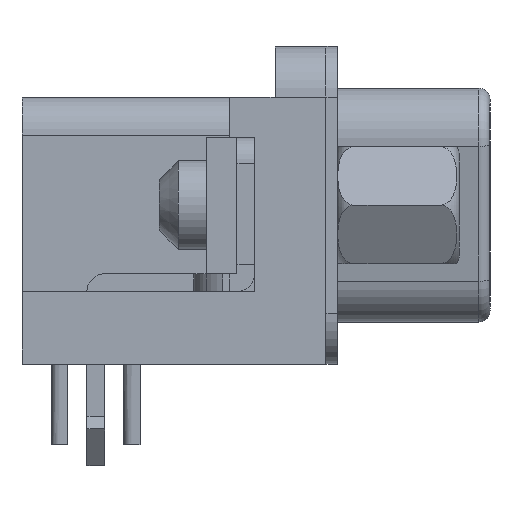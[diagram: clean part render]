
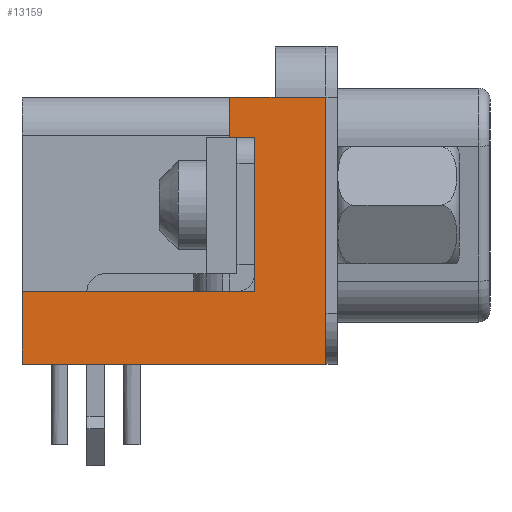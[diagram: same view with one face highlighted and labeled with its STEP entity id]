
A CAD part, left-side view. The second image highlights one B-rep face of the part: STEP entity #13159.
In plain terms, the highlighted planar face has unit normal (-1, 0, 0).
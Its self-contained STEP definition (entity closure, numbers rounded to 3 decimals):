
#676=LINE('',#19002,#2166);
#981=LINE('',#19668,#2471);
#1003=LINE('',#19716,#2493);
#1010=LINE('',#19733,#2500);
#1017=LINE('',#19753,#2507);
#1018=LINE('',#19755,#2508);
#1019=LINE('',#19757,#2509);
#1020=LINE('',#19759,#2510);
#1021=LINE('',#19760,#2511);
#2166=VECTOR('',#15276,1000.);
#2471=VECTOR('',#15735,1000.);
#2493=VECTOR('',#15763,1000.);
#2500=VECTOR('',#15778,1000.);
#2507=VECTOR('',#15797,1000.);
#2508=VECTOR('',#15798,1000.);
#2509=VECTOR('',#15799,1000.);
#2510=VECTOR('',#15800,1000.);
#2511=VECTOR('',#15801,1000.);
#4136=ORIENTED_EDGE('',*,*,#7465,.T.);
#4137=ORIENTED_EDGE('',*,*,#7855,.T.);
#4138=ORIENTED_EDGE('',*,*,#7856,.T.);
#4139=ORIENTED_EDGE('',*,*,#7857,.T.);
#4140=ORIENTED_EDGE('',*,*,#7858,.F.);
#4141=ORIENTED_EDGE('',*,*,#7835,.T.);
#4142=ORIENTED_EDGE('',*,*,#7859,.T.);
#4143=ORIENTED_EDGE('',*,*,#7811,.T.);
#4144=ORIENTED_EDGE('',*,*,#7845,.T.);
#7465=EDGE_CURVE('',#9364,#9363,#676,.T.);
#7811=EDGE_CURVE('',#9648,#9647,#981,.T.);
#7835=EDGE_CURVE('',#9668,#9670,#1003,.T.);
#7845=EDGE_CURVE('',#9647,#9364,#1010,.T.);
#7855=EDGE_CURVE('',#9363,#9684,#1017,.T.);
#7856=EDGE_CURVE('',#9684,#9685,#1018,.T.);
#7857=EDGE_CURVE('',#9685,#9686,#1019,.T.);
#7858=EDGE_CURVE('',#9668,#9686,#1020,.T.);
#7859=EDGE_CURVE('',#9670,#9648,#1021,.T.);
#9363=VERTEX_POINT('',#19001);
#9364=VERTEX_POINT('',#19003);
#9647=VERTEX_POINT('',#19667);
#9648=VERTEX_POINT('',#19669);
#9668=VERTEX_POINT('',#19711);
#9670=VERTEX_POINT('',#19715);
#9684=VERTEX_POINT('',#19754);
#9685=VERTEX_POINT('',#19756);
#9686=VERTEX_POINT('',#19758);
#10930=EDGE_LOOP('',(#4136,#4137,#4138,#4139,#4140,#4141,#4142,#4143,#4144));
#11852=FACE_BOUND('',#10930,.T.);
#12718=PLANE('',#14229);
#13159=ADVANCED_FACE('',(#11852),#12718,.T.);
#14229=AXIS2_PLACEMENT_3D('',#19752,#15795,#15796);
#15276=DIRECTION('',(0.,0.,1.));
#15735=DIRECTION('',(0.,0.,-1.));
#15763=DIRECTION('',(0.,0.,-1.));
#15778=DIRECTION('',(0.,-1.,0.));
#15795=DIRECTION('',(-1.,0.,0.));
#15796=DIRECTION('',(0.,0.,1.));
#15797=DIRECTION('',(0.,1.,0.));
#15798=DIRECTION('',(0.,1.,0.));
#15799=DIRECTION('',(0.,0.,-1.));
#15800=DIRECTION('',(0.,1.,0.));
#15801=DIRECTION('',(0.,1.,0.));
#19001=CARTESIAN_POINT('',(-26.55,-5.975,4.25));
#19002=CARTESIAN_POINT('',(-26.55,-5.975,-6.25));
#19003=CARTESIAN_POINT('',(-26.55,-5.975,-6.25));
#19667=CARTESIAN_POINT('',(-26.55,5.975,-6.25));
#19668=CARTESIAN_POINT('',(-26.55,5.975,4.25));
#19669=CARTESIAN_POINT('',(-26.55,5.975,-3.4));
#19711=CARTESIAN_POINT('',(-26.55,-3.175,2.65));
#19715=CARTESIAN_POINT('',(-26.55,-3.175,-3.4));
#19716=CARTESIAN_POINT('',(-26.55,-3.175,2.65));
#19733=CARTESIAN_POINT('',(-26.55,5.975,-6.25));
#19752=CARTESIAN_POINT('',(-26.55,0.,0.));
#19753=CARTESIAN_POINT('',(-26.55,0.,4.25));
#19754=CARTESIAN_POINT('',(-26.55,-3.975,4.25));
#19755=CARTESIAN_POINT('',(-26.55,-3.975,4.25));
#19756=CARTESIAN_POINT('',(-26.55,-2.175,4.25));
#19757=CARTESIAN_POINT('',(-26.55,-2.175,4.25));
#19758=CARTESIAN_POINT('',(-26.55,-2.175,2.65));
#19759=CARTESIAN_POINT('',(-26.55,-3.175,2.65));
#19760=CARTESIAN_POINT('',(-26.55,-2.175,-3.4));
